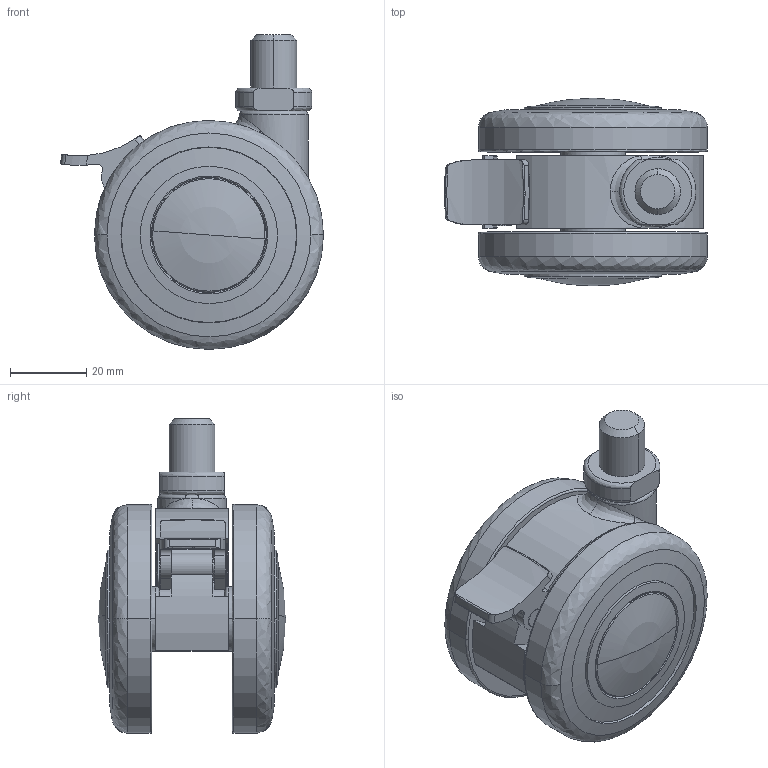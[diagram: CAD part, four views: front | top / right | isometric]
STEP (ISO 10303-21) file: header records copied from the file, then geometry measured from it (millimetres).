
FILE_DESCRIPTION( (''), '2;1');
FILE_NAME ('PC003.9704.TCA_TE60JNSP1.25_4522.stp','2022-11-09T09:15:59',(''),(''),'spGate 18.9.1 (****-****-****-****)','','');
FILE_SCHEMA (('AUTOMOTIVE_DESIGN'));
Length unit declared in the file: millimetre
Products named in the file (5): Assembly; TCA-TE60J_Wheel; TCA-TE60JN12_Shaft; TCA-TE60JS_Body; TCA-TE60JS_Stopper
Assembly tree (5 placements, depth 2):
  Assembly
    TCA-TE60J_Wheel  x2
    TCA-TE60JN12_Shaft
    TCA-TE60JS_Body
    TCA-TE60JS_Stopper
Bounding box: 68.87 x 49.14 x 82.5 mm (x, y, z)
Volume: 85756.8 mm3; surface area: 33883.7 mm2
Topology: 5 solids, 5 shells, 260 faces, 667 edges, 435 vertices
Faces by surface type: cylinder 114, bspline 69, plane 67, sphere 10
Entity records: 14036 total; most frequent: CARTESIAN_POINT 4309, ORIENTED_EDGE 1142, DIRECTION 1021, COLOUR_RGB 795, PRESENTATION_STYLE_ASSIGNMENT 795, STYLED_ITEM 795, EDGE_CURVE 571, DRAUGHTING_PRE_DEFINED_CURVE_FONT 571
